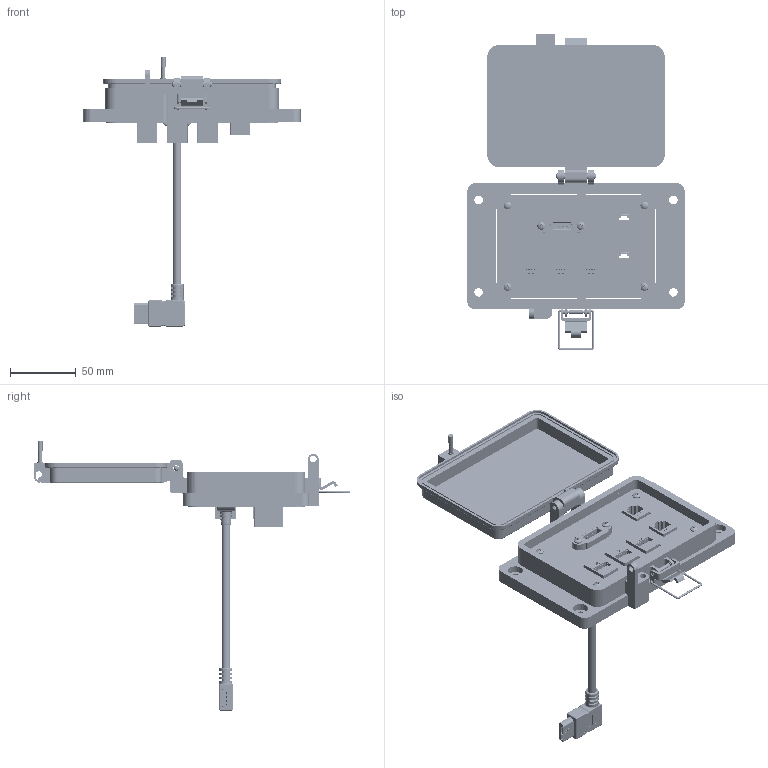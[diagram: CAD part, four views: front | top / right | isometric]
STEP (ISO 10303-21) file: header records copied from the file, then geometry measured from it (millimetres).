
FILE_DESCRIPTION (( 'STEP AP203' ), '1' );
FILE_NAME ('P-P40Q50#3R62#2-M3RX_3D.STEP', '2021-10-01T13:57:19', ( '' ), ( '' ), 'SwSTEP 2.0', 'SolidWorks 2019', '' );
FILE_SCHEMA (( 'CONFIG_CONTROL_DESIGN' ));
Length unit declared in the file: millimetre
Products named in the file (20): Z-300-RJ45CAT6; M3PH_16M3; P-P40Q50#3R62#2-M3RX_BP180_1; Z-000-440716FH_90273A416; Z-002-4401_4HN_90675A005; -M3; Z-300-USB-AB-FF; R62; Z-000-4243316TFP; 92005A124_METRIC PAN HEAD PHILLIPS MACHINE SCREW_92005A124; Z-H-M3_B; Q51; P-P40Q50#3R62#2-M3RX_TP060_1; P-P40Q50#3R62#2-M3RX_3D; Z-002-M3HN_93825A110; P40; P-P40Q50#3R62#2-M3RX_FP060_1
Assembly tree (39 placements, depth 3):
  P-P40Q50#3R62#2-M3RX_3D
    P-P40Q50#3R62#2-M3RX_BP180_1
    P-P40Q50#3R62#2-M3RX_TP060_1
    Z-000-4243316TFP  x3
    Q51
      Z-300-USB-AB-FF
    Q51
      Z-300-USB-AB-FF
    Q51
      Z-300-USB-AB-FF
    Z-002-4401_4HN_90675A005  x6
    Z-000-440716FH_90273A416  x6
    P40
    M3PH_16M3  x2
    Z-002-M3HN_93825A110  x2
    P-P40Q50#3R62#2-M3RX_FP060_1
    R62
      Z-300-RJ45CAT6
    R62
      Z-300-RJ45CAT6
    -M3
      Z-H-M3_B
    92005A124_METRIC PAN HEAD PHILLIPS MACHINE SCREW_92005A124  x4
Bounding box: 164.96 x 240.59 x 204.45 mm (x, y, z)
Volume: 282955 mm3; surface area: 175215.7 mm2
Topology: 75 solids, 75 shells, 6893 faces, 19229 edges, 12681 vertices
Faces by surface type: plane 3204, cylinder 2604, bspline 632, cone 411, torus 30, sphere 12
Entity records: 159744 total; most frequent: CARTESIAN_POINT 50870, ORIENTED_EDGE 23750, DIRECTION 20122, EDGE_CURVE 11875, VERTEX_POINT 7831, LINE 7762, VECTOR 7762, AXIS2_PLACEMENT_3D 6180
